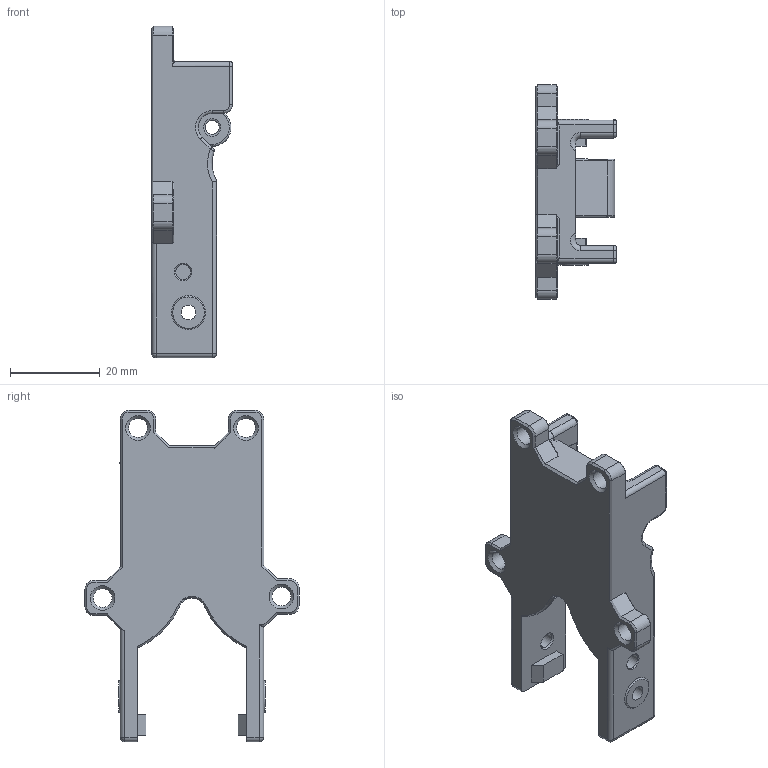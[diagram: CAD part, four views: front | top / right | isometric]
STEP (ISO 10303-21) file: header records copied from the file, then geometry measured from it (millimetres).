
FILE_DESCRIPTION(/* description */ (''),/* implementation_level */ '2;1');
FILE_NAME(/* name */ 'Servo_Base.step',/* time_stamp */ '2024-09-13T22:12:19-04:00',/* author */ (''),/* organization */ (''),/* preprocessor_version */ 'ST-DEVELOPER v20',/* originating_system */ 'Autodesk Translation Framework v13.14.0.145',/* authorisation */ '');
FILE_SCHEMA (('AUTOMOTIVE_DESIGN { 1 0 10303 214 3 1 1 }'));
Length unit declared in the file: millimetre
Products named in the file (1): Servo_Base
Bounding box: 18.04 x 47.8 x 73.99 mm (x, y, z)
Volume: 12925.7 mm3; surface area: 8821.1 mm2
Topology: 1 solids, 4 shells, 413 faces, 1047 edges, 643 vertices
Faces by surface type: plane 152, cylinder 105, bspline 77, cone 44, torus 28, sphere 7
Full cylindrical faces by diameter (mm): 3.1 x1, 3.3 x2, 3.4 x1, 4.2 x4
Entity records: 13973 total; most frequent: CARTESIAN_POINT 4413, ORIENTED_EDGE 2086, DIRECTION 1831, EDGE_CURVE 1043, VERTEX_POINT 643, AXIS2_PLACEMENT_3D 638, LINE 555, VECTOR 555
